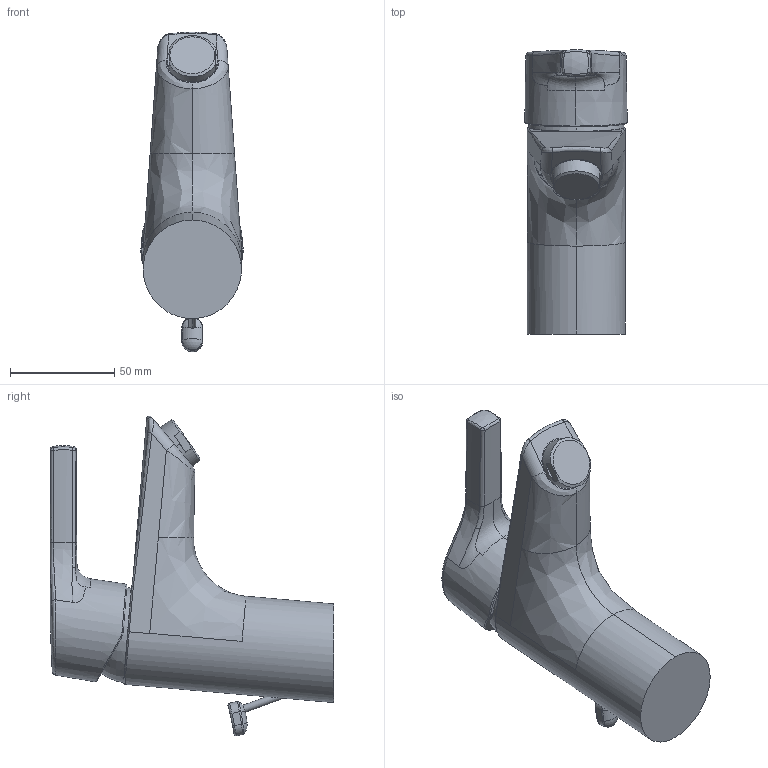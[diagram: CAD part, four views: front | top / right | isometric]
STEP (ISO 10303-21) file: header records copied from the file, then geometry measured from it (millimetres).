
FILE_DESCRIPTION (( 'STEP AP203' ), '1' );
FILE_NAME ('3904FH(2018)+56352203.STEP', '2018-04-09T07:30:10', ( '' ), ( '' ), 'SwSTEP 2.0', 'SolidWorks 2016', '' );
FILE_SCHEMA (( 'CONFIG_CONTROL_DESIGN' ));
Length unit declared in the file: millimetre
Products named in the file (1): 3904FH(2018)+56352203
Bounding box: 48.96 x 135.9 x 153 mm (x, y, z)
Volume: 328609.9 mm3; surface area: 36636.9 mm2
Topology: 1 solids, 1 shells, 111 faces, 283 edges, 176 vertices
Faces by surface type: bspline 62, cylinder 21, plane 14, torus 8, sphere 4, cone 2
Entity records: 12582 total; most frequent: CARTESIAN_POINT 10347, ORIENTED_EDGE 566, EDGE_CURVE 283, DIRECTION 279, VERTEX_POINT 176, B_SPLINE_CURVE_WITH_KNOTS 162, AXIS2_PLACEMENT_3D 118, EDGE_LOOP 113
